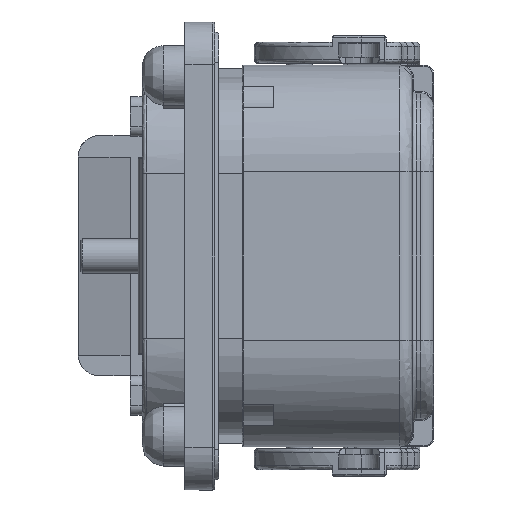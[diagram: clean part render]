
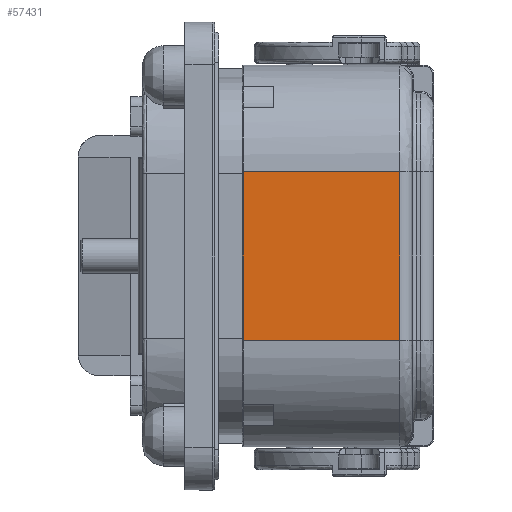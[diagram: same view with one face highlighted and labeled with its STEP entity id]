
A CAD part, left-side view. The second image highlights one B-rep face of the part: STEP entity #57431.
In plain terms, the highlighted planar face has unit normal (-1, 0, 0).
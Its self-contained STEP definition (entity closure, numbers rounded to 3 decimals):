
#11621 = EDGE_LOOP ( 'NONE', ( #101712, #101725, #101730, #101726 ) ) ;
#16422 = FACE_OUTER_BOUND ( 'NONE', #11621, .T. ) ;
#19914 = PLANE ( 'NONE',  #23988 ) ;
#19927 = CARTESIAN_POINT ( 'NONE',  ( -53.455, 18.26, 19.85 ) ) ;
#19929 = DIRECTION ( 'NONE',  ( 1., 0., 0. ) ) ;
#19931 = DIRECTION ( 'NONE',  ( 0., 0., -1. ) ) ;
#23988 = AXIS2_PLACEMENT_3D ( 'NONE', #19927, #19929, #19931 ) ;
#28253 = CARTESIAN_POINT ( 'NONE',  ( -53.455, -18.74, 19.85 ) ) ;
#28259 = CARTESIAN_POINT ( 'NONE',  ( -53.455, 17.96, 19.85 ) ) ;
#28301 = CARTESIAN_POINT ( 'NONE',  ( -53.455, -18.74, -19.85 ) ) ;
#28366 = CARTESIAN_POINT ( 'NONE',  ( -53.455, 17.96, -19.85 ) ) ;
#57431 = ADVANCED_FACE ( 'NONE', ( #16422 ), #19914, .F. ) ;
#58997 = LINE ( 'NONE', #60354, #59001 ) ;
#59001 = VECTOR ( 'NONE', #60363, 1000. ) ;
#59009 = LINE ( 'NONE', #60389, #59012 ) ;
#59012 = VECTOR ( 'NONE', #60390, 1000. ) ;
#59013 = LINE ( 'NONE', #60380, #59015 ) ;
#59014 = LINE ( 'NONE', #60395, #59019 ) ;
#59015 = VECTOR ( 'NONE', #60381, 1000. ) ;
#59019 = VECTOR ( 'NONE', #60396, 1000. ) ;
#60354 = CARTESIAN_POINT ( 'NONE',  ( -53.455, 18.26, -19.85 ) ) ;
#60363 = DIRECTION ( 'NONE',  ( 0., 1., 0. ) ) ;
#60380 = CARTESIAN_POINT ( 'NONE',  ( -53.455, 17.96, 19.85 ) ) ;
#60381 = DIRECTION ( 'NONE',  ( 0., 0., 1. ) ) ;
#60389 = CARTESIAN_POINT ( 'NONE',  ( -53.455, 18.26, 19.85 ) ) ;
#60390 = DIRECTION ( 'NONE',  ( 0., -1., 0. ) ) ;
#60395 = CARTESIAN_POINT ( 'NONE',  ( -53.455, -18.74, 19.85 ) ) ;
#60396 = DIRECTION ( 'NONE',  ( 0., 0., -1. ) ) ;
#72771 = EDGE_CURVE ( 'NONE', #134406, #134443, #58997, .T. ) ;
#72785 = EDGE_CURVE ( 'NONE', #134374, #134375, #59009, .T. ) ;
#72790 = EDGE_CURVE ( 'NONE', #134443, #134374, #59013, .T. ) ;
#72792 = EDGE_CURVE ( 'NONE', #134375, #134406, #59014, .T. ) ;
#101712 = ORIENTED_EDGE ( 'NONE', *, *, #72790, .F. ) ;
#101725 = ORIENTED_EDGE ( 'NONE', *, *, #72771, .F. ) ;
#101726 = ORIENTED_EDGE ( 'NONE', *, *, #72785, .F. ) ;
#101730 = ORIENTED_EDGE ( 'NONE', *, *, #72792, .F. ) ;
#134374 = VERTEX_POINT ( 'NONE', #28259 ) ;
#134375 = VERTEX_POINT ( 'NONE', #28253 ) ;
#134406 = VERTEX_POINT ( 'NONE', #28301 ) ;
#134443 = VERTEX_POINT ( 'NONE', #28366 ) ;
